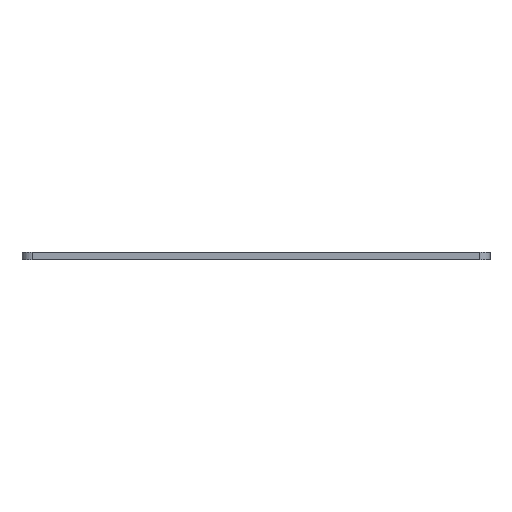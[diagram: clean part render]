
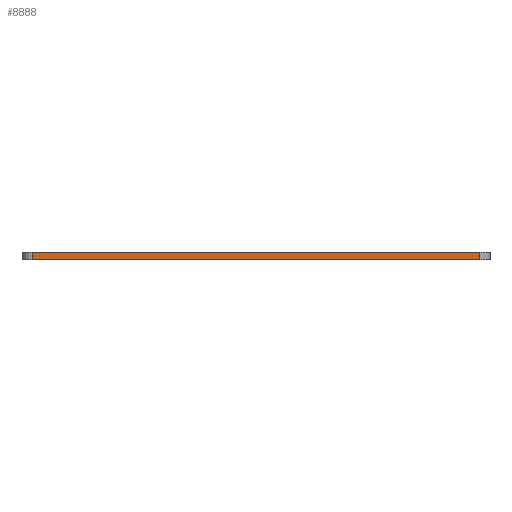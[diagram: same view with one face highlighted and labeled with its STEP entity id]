
A CAD part, front view. The second image highlights one B-rep face of the part: STEP entity #8888.
In plain terms, the highlighted planar face has unit normal (0, -1, 0).
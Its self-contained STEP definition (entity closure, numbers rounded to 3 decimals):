
#84 = PLANE('',#85);
#85 = AXIS2_PLACEMENT_3D('',#86,#87,#88);
#86 = CARTESIAN_POINT('',(384.004,-213.519,1.6));
#87 = DIRECTION('',(0.,0.,1.));
#88 = DIRECTION('',(1.,0.,0.));
#139 = PLANE('',#140);
#140 = AXIS2_PLACEMENT_3D('',#141,#142,#143);
#141 = CARTESIAN_POINT('',(384.004,-213.519,0.));
#142 = DIRECTION('',(0.,0.,1.));
#143 = DIRECTION('',(1.,0.,0.));
#270 = CYLINDRICAL_SURFACE('',#271,2.117);
#271 = AXIS2_PLACEMENT_3D('',#272,#273,#274);
#272 = CARTESIAN_POINT('',(338.59,-249.24,0.));
#273 = DIRECTION('',(0.,0.,-1.));
#274 = DIRECTION('',(1.,0.,0.));
#309 = VERTEX_POINT('',#310);
#310 = CARTESIAN_POINT('',(338.59,-251.357,0.));
#332 = EDGE_CURVE('',#309,#333,#335,.T.);
#333 = VERTEX_POINT('',#334);
#334 = CARTESIAN_POINT('',(429.419,-251.354,0.));
#335 = SURFACE_CURVE('',#336,(#340,#347),.PCURVE_S1.);
#336 = LINE('',#337,#338);
#337 = CARTESIAN_POINT('',(338.59,-251.357,0.));
#338 = VECTOR('',#339,1.);
#339 = DIRECTION('',(1.,0.,0.));
#340 = PCURVE('',#139,#341);
#341 = DEFINITIONAL_REPRESENTATION('',(#342),#346);
#342 = LINE('',#343,#344);
#343 = CARTESIAN_POINT('',(-45.414,-37.837));
#344 = VECTOR('',#345,1.);
#345 = DIRECTION('',(1.,0.));
#346 = ( GEOMETRIC_REPRESENTATION_CONTEXT(2) 
PARAMETRIC_REPRESENTATION_CONTEXT() REPRESENTATION_CONTEXT('2D SPACE',''
  ) );
#347 = PCURVE('',#348,#353);
#348 = PLANE('',#349);
#349 = AXIS2_PLACEMENT_3D('',#350,#351,#352);
#350 = CARTESIAN_POINT('',(338.59,-251.357,0.));
#351 = DIRECTION('',(0.,1.,0.));
#352 = DIRECTION('',(1.,0.,0.));
#353 = DEFINITIONAL_REPRESENTATION('',(#354),#358);
#354 = LINE('',#355,#356);
#355 = CARTESIAN_POINT('',(0.,0.));
#356 = VECTOR('',#357,1.);
#357 = DIRECTION('',(1.,0.));
#358 = ( GEOMETRIC_REPRESENTATION_CONTEXT(2) 
PARAMETRIC_REPRESENTATION_CONTEXT() REPRESENTATION_CONTEXT('2D SPACE',''
  ) );
#377 = CYLINDRICAL_SURFACE('',#378,2.117);
#378 = AXIS2_PLACEMENT_3D('',#379,#380,#381);
#379 = CARTESIAN_POINT('',(429.419,-249.238,0.));
#380 = DIRECTION('',(0.,0.,-1.));
#381 = DIRECTION('',(1.,0.,0.));
#4959 = VERTEX_POINT('',#4960);
#4960 = CARTESIAN_POINT('',(338.59,-251.357,1.6));
#4982 = EDGE_CURVE('',#4959,#4983,#4985,.T.);
#4983 = VERTEX_POINT('',#4984);
#4984 = CARTESIAN_POINT('',(429.419,-251.354,1.6));
#4985 = SURFACE_CURVE('',#4986,(#4990,#4997),.PCURVE_S1.);
#4986 = LINE('',#4987,#4988);
#4987 = CARTESIAN_POINT('',(338.59,-251.357,1.6));
#4988 = VECTOR('',#4989,1.);
#4989 = DIRECTION('',(1.,0.,0.));
#4990 = PCURVE('',#84,#4991);
#4991 = DEFINITIONAL_REPRESENTATION('',(#4992),#4996);
#4992 = LINE('',#4993,#4994);
#4993 = CARTESIAN_POINT('',(-45.414,-37.837));
#4994 = VECTOR('',#4995,1.);
#4995 = DIRECTION('',(1.,0.));
#4996 = ( GEOMETRIC_REPRESENTATION_CONTEXT(2) 
PARAMETRIC_REPRESENTATION_CONTEXT() REPRESENTATION_CONTEXT('2D SPACE',''
  ) );
#4997 = PCURVE('',#348,#4998);
#4998 = DEFINITIONAL_REPRESENTATION('',(#4999),#5003);
#4999 = LINE('',#5000,#5001);
#5000 = CARTESIAN_POINT('',(0.,-1.6));
#5001 = VECTOR('',#5002,1.);
#5002 = DIRECTION('',(1.,0.));
#5003 = ( GEOMETRIC_REPRESENTATION_CONTEXT(2) 
PARAMETRIC_REPRESENTATION_CONTEXT() REPRESENTATION_CONTEXT('2D SPACE',''
  ) );
#8840 = EDGE_CURVE('',#309,#4959,#8841,.T.);
#8841 = SURFACE_CURVE('',#8842,(#8846,#8853),.PCURVE_S1.);
#8842 = LINE('',#8843,#8844);
#8843 = CARTESIAN_POINT('',(338.59,-251.357,0.));
#8844 = VECTOR('',#8845,1.);
#8845 = DIRECTION('',(0.,0.,1.));
#8846 = PCURVE('',#270,#8847);
#8847 = DEFINITIONAL_REPRESENTATION('',(#8848),#8852);
#8848 = LINE('',#8849,#8850);
#8849 = CARTESIAN_POINT('',(-4.712,0.));
#8850 = VECTOR('',#8851,1.);
#8851 = DIRECTION('',(0.,-1.));
#8852 = ( GEOMETRIC_REPRESENTATION_CONTEXT(2) 
PARAMETRIC_REPRESENTATION_CONTEXT() REPRESENTATION_CONTEXT('2D SPACE',''
  ) );
#8853 = PCURVE('',#348,#8854);
#8854 = DEFINITIONAL_REPRESENTATION('',(#8855),#8859);
#8855 = LINE('',#8856,#8857);
#8856 = CARTESIAN_POINT('',(0.,0.));
#8857 = VECTOR('',#8858,1.);
#8858 = DIRECTION('',(0.,-1.));
#8859 = ( GEOMETRIC_REPRESENTATION_CONTEXT(2) 
PARAMETRIC_REPRESENTATION_CONTEXT() REPRESENTATION_CONTEXT('2D SPACE',''
  ) );
#8888 = ADVANCED_FACE('',(#8889),#348,.F.);
#8889 = FACE_BOUND('',#8890,.F.);
#8890 = EDGE_LOOP('',(#8891,#8892,#8893,#8914));
#8891 = ORIENTED_EDGE('',*,*,#8840,.T.);
#8892 = ORIENTED_EDGE('',*,*,#4982,.T.);
#8893 = ORIENTED_EDGE('',*,*,#8894,.F.);
#8894 = EDGE_CURVE('',#333,#4983,#8895,.T.);
#8895 = SURFACE_CURVE('',#8896,(#8900,#8907),.PCURVE_S1.);
#8896 = LINE('',#8897,#8898);
#8897 = CARTESIAN_POINT('',(429.419,-251.354,0.));
#8898 = VECTOR('',#8899,1.);
#8899 = DIRECTION('',(0.,0.,1.));
#8900 = PCURVE('',#348,#8901);
#8901 = DEFINITIONAL_REPRESENTATION('',(#8902),#8906);
#8902 = LINE('',#8903,#8904);
#8903 = CARTESIAN_POINT('',(90.829,0.));
#8904 = VECTOR('',#8905,1.);
#8905 = DIRECTION('',(0.,-1.));
#8906 = ( GEOMETRIC_REPRESENTATION_CONTEXT(2) 
PARAMETRIC_REPRESENTATION_CONTEXT() REPRESENTATION_CONTEXT('2D SPACE',''
  ) );
#8907 = PCURVE('',#377,#8908);
#8908 = DEFINITIONAL_REPRESENTATION('',(#8909),#8913);
#8909 = LINE('',#8910,#8911);
#8910 = CARTESIAN_POINT('',(-4.712,0.));
#8911 = VECTOR('',#8912,1.);
#8912 = DIRECTION('',(0.,-1.));
#8913 = ( GEOMETRIC_REPRESENTATION_CONTEXT(2) 
PARAMETRIC_REPRESENTATION_CONTEXT() REPRESENTATION_CONTEXT('2D SPACE',''
  ) );
#8914 = ORIENTED_EDGE('',*,*,#332,.F.);
